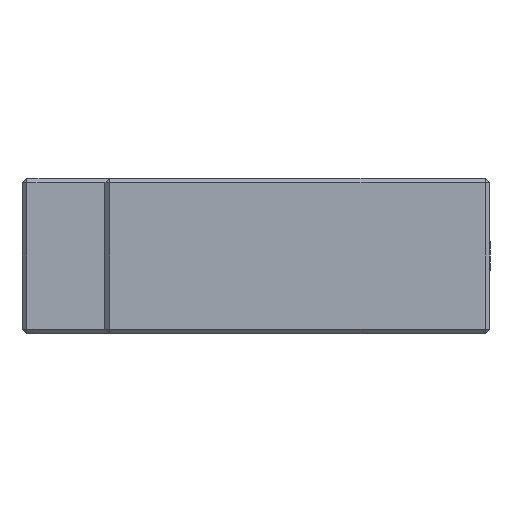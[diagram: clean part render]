
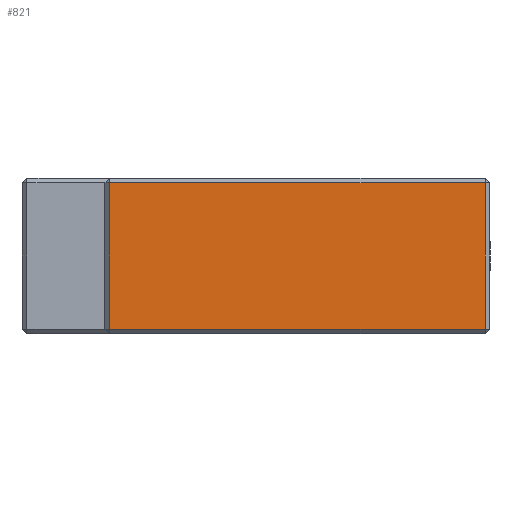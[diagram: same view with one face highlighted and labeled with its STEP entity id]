
A CAD part, left-side view. The second image highlights one B-rep face of the part: STEP entity #821.
In plain terms, the highlighted planar face has unit normal (-1, 0, 0).
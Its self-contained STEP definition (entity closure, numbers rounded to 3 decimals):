
#791 = EDGE_LOOP ( 'NONE', ( #818, #824, #813, #814 ) ) ;
#811 = VERTEX_POINT ( 'NONE', #2772 ) ;
#812 = VERTEX_POINT ( 'NONE', #2771 ) ;
#813 = ORIENTED_EDGE ( 'NONE', *, *, #815, .T. ) ;
#814 = ORIENTED_EDGE ( 'NONE', *, *, #816, .T. ) ;
#815 = EDGE_CURVE ( 'NONE', #812, #811, #2770, .T. ) ;
#816 = EDGE_CURVE ( 'NONE', #811, #820, #2766, .T. ) ;
#817 = VERTEX_POINT ( 'NONE', #2762 ) ;
#818 = ORIENTED_EDGE ( 'NONE', *, *, #823, .T. ) ;
#820 = VERTEX_POINT ( 'NONE', #2756 ) ;
#821 = ADVANCED_FACE ( 'NONE', ( #2755 ), #2754, .F. ) ;
#822 = EDGE_CURVE ( 'NONE', #817, #812, #2752, .T. ) ;
#823 = EDGE_CURVE ( 'NONE', #820, #817, #2807, .T. ) ;
#824 = ORIENTED_EDGE ( 'NONE', *, *, #822, .T. ) ;
#2746 = DIRECTION ( 'NONE',  ( 0., 0., 1. ) ) ;
#2747 = VECTOR ( 'NONE', #2746, 1000. ) ;
#2748 = CARTESIAN_POINT ( 'NONE',  ( -70., 1., 16. ) ) ;
#2749 = DIRECTION ( 'NONE',  ( 0., 1., 0. ) ) ;
#2750 = DIRECTION ( 'NONE',  ( 1., 0., 0. ) ) ;
#2751 = AXIS2_PLACEMENT_3D ( 'NONE', #2753, #2750, #2749 ) ;
#2752 = LINE ( 'NONE', #2748, #2747 ) ;
#2753 = CARTESIAN_POINT ( 'NONE',  ( -70., 79., 16. ) ) ;
#2754 = PLANE ( 'NONE',  #2751 ) ;
#2755 = FACE_OUTER_BOUND ( 'NONE', #791, .T. ) ;
#2756 = CARTESIAN_POINT ( 'NONE',  ( -70., 78., -15. ) ) ;
#2762 = CARTESIAN_POINT ( 'NONE',  ( -70., 1., -15. ) ) ;
#2763 = DIRECTION ( 'NONE',  ( 0., 0., -1. ) ) ;
#2764 = VECTOR ( 'NONE', #2763, 1000. ) ;
#2765 = CARTESIAN_POINT ( 'NONE',  ( -70., 78., 16. ) ) ;
#2766 = LINE ( 'NONE', #2765, #2764 ) ;
#2767 = DIRECTION ( 'NONE',  ( 0., 1., 0. ) ) ;
#2768 = VECTOR ( 'NONE', #2767, 1000. ) ;
#2769 = CARTESIAN_POINT ( 'NONE',  ( -70., 79., 15. ) ) ;
#2770 = LINE ( 'NONE', #2769, #2768 ) ;
#2771 = CARTESIAN_POINT ( 'NONE',  ( -70., 1., 15. ) ) ;
#2772 = CARTESIAN_POINT ( 'NONE',  ( -70., 78., 15. ) ) ;
#2804 = DIRECTION ( 'NONE',  ( 0., -1., 0. ) ) ;
#2805 = VECTOR ( 'NONE', #2804, 1000. ) ;
#2806 = CARTESIAN_POINT ( 'NONE',  ( -70., 79., -15. ) ) ;
#2807 = LINE ( 'NONE', #2806, #2805 ) ;
